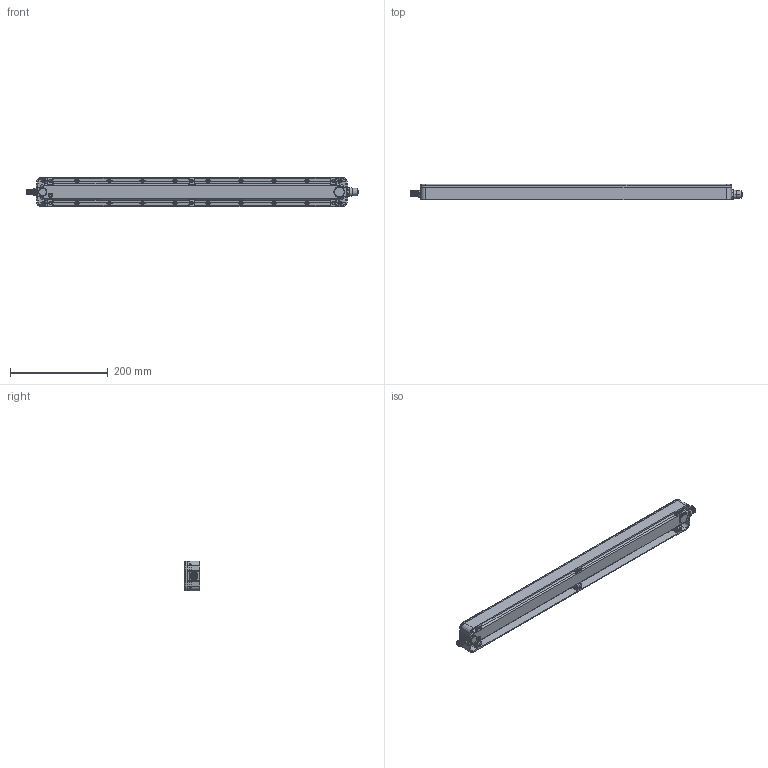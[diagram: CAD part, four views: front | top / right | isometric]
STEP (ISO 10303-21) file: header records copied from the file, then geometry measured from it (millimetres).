
FILE_DESCRIPTION((''),'2;1');
FILE_NAME('173666_ASM','2013-08-07T',('pdmadmin'),(''),'PRO/ENGINEER BY PARAMETRIC TECHNOLOGY CORPORATION, 2012300','PRO/ENGINEER BY PARAMETRIC TECHNOLOGY CORPORATION, 2012300','');
FILE_SCHEMA(('CONFIG_CONTROL_DESIGN'));
Length unit declared in the file: millimetre
Products named in the file (12): 169984; 169652; 169653; 145997_HSG; 306-00249; 307-00176; 145997_ASM; 08427; 169987; 170033; 133697; 173666_ASM
Assembly tree (33 placements, depth 3):
  173666_ASM
    169984
    169652
    169653
    145997_ASM
      145997_HSG
      306-00249  x4
      307-00176
    08427
    169987
    170033
    133697  x20
Bounding box: 680.39 x 31.3 x 60.89 mm (x, y, z)
Volume: 466495.3 mm3; surface area: 335105.5 mm2
Topology: 32 solids, 59 shells, 3899 faces, 9632 edges, 5906 vertices
Faces by surface type: cylinder 1314, plane 1310, bspline 492, cone 388, torus 279, sphere 116
Entity records: 132570 total; most frequent: CARTESIAN_POINT 55885, ORIENTED_EDGE 16258, DIRECTION 15691, EDGE_CURVE 8183, AXIS2_PLACEMENT_3D 5934, VERTEX_POINT 5038, VECTOR 3823, LINE 3823
